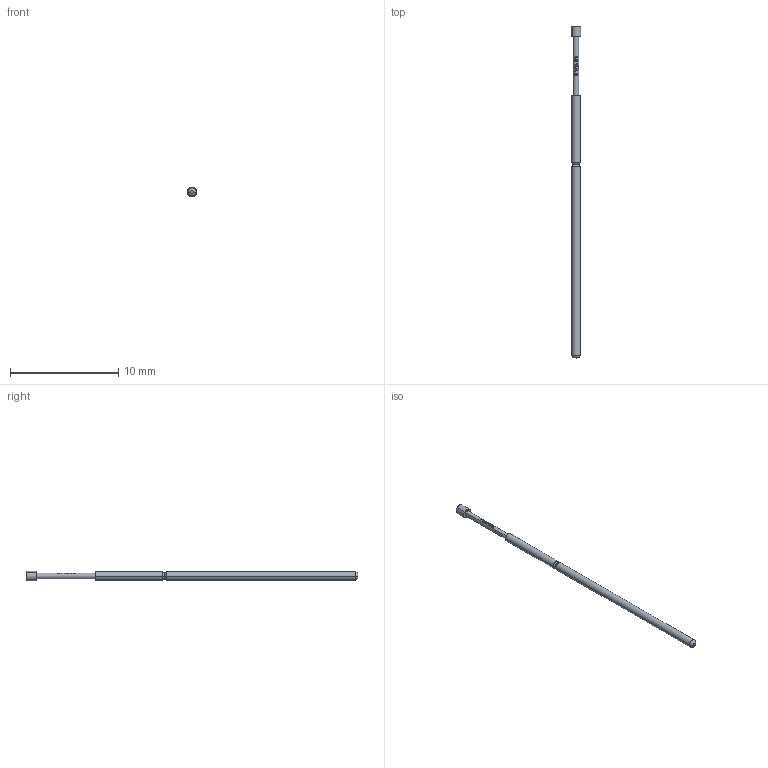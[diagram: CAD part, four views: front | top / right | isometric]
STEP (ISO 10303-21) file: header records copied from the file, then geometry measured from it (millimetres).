
FILE_DESCRIPTION (( 'STEP AP203' ), '1' );
FILE_NAME ('INGUN_GKS-051_303_090_A_xx00_UFL.STEP', '2021-09-21T07:22:18', ( 'ochi' ), ( '' ), 'SwSTEP 2.0', 'SolidWorks 2018', '' );
FILE_SCHEMA (( 'CONFIG_CONTROL_DESIGN' ));
Length unit declared in the file: millimetre
Products named in the file (1): INGUN_GKS-051_303_090_A_xx00_UFL
Bounding box: 0.9 x 30.7 x 0.9 mm (x, y, z)
Volume: 12.3 mm3; surface area: 70.5 mm2
Topology: 1 solids, 1 shells, 77 faces, 198 edges, 128 vertices
Faces by surface type: bspline 31, plane 24, cylinder 14, torus 6, cone 2
Entity records: 3317 total; most frequent: CARTESIAN_POINT 1761, ORIENTED_EDGE 392, EDGE_CURVE 196, B_SPLINE_CURVE_WITH_KNOTS 159, DIRECTION 157, VERTEX_POINT 128, EDGE_LOOP 84, ADVANCED_FACE 77
